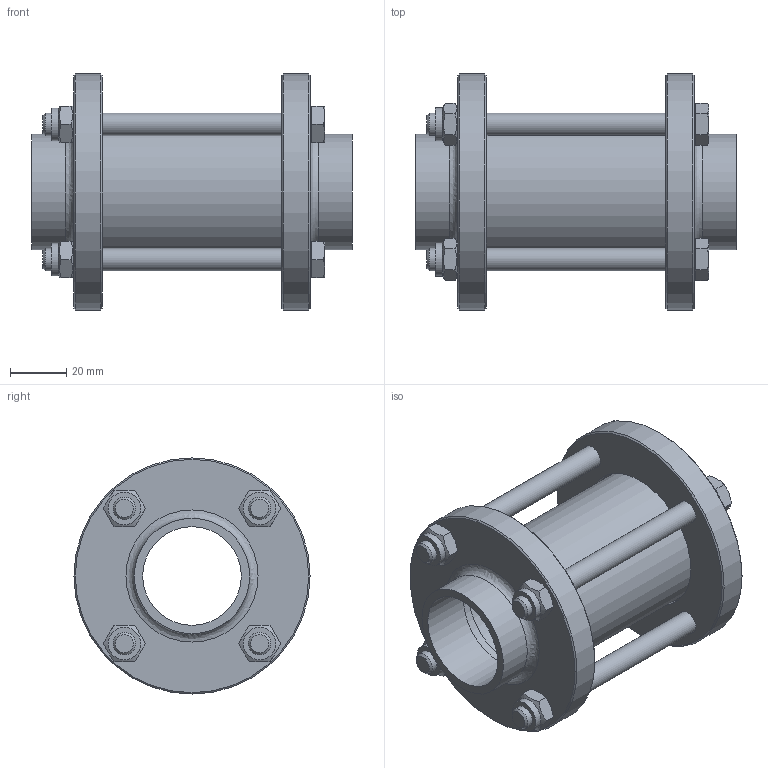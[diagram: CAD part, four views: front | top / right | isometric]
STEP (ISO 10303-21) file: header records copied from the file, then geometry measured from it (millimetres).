
FILE_DESCRIPTION((''),'2;1');
FILE_NAME('61301112X200ipt.stp','2010-10-29T11:21:07',('Creator'),(''),'Autodesk Inventor 2010','Autodesk Inventor 2010','');
FILE_SCHEMA(('AUTOMOTIVE_DESIGN { 1 0 10303 214 1 1 1 1 }'));
Length unit declared in the file: millimetre
Products named in the file (1): 61301112X200ipt
Bounding box: 114 x 84 x 84 mm (x, y, z)
Volume: 163866.8 mm3; surface area: 64294 mm2
Topology: 1 solids, 1 shells, 170 faces, 368 edges, 234 vertices
Faces by surface type: plane 84, cone 44, cylinder 40, bspline 2
Full cylindrical faces by diameter (mm): 7.323 x4, 8 x8, 8.5 x8, 11.4 x4, 11.6 x4, 35.1 x2, 38 x2, 40 x1, 41 x2, 50 x1, 51.5 x2, 84 x2
Entity records: 4158 total; most frequent: CARTESIAN_POINT 951, DIRECTION 646, ORIENTED_EDGE 572, AXIS2_PLACEMENT_3D 287, EDGE_CURVE 286, EDGE_LOOP 276, VERTEX_POINT 214, FACE_OUTER_BOUND 170
